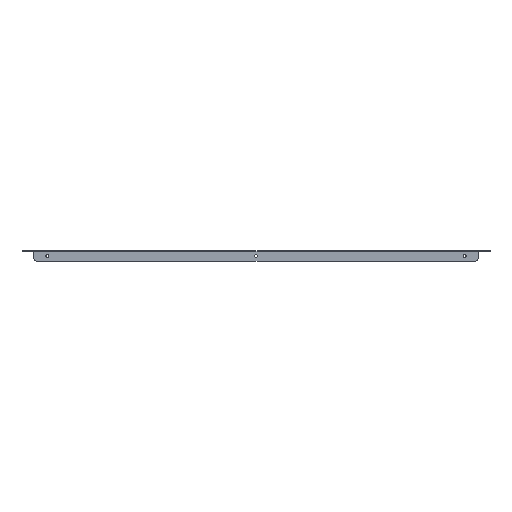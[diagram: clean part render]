
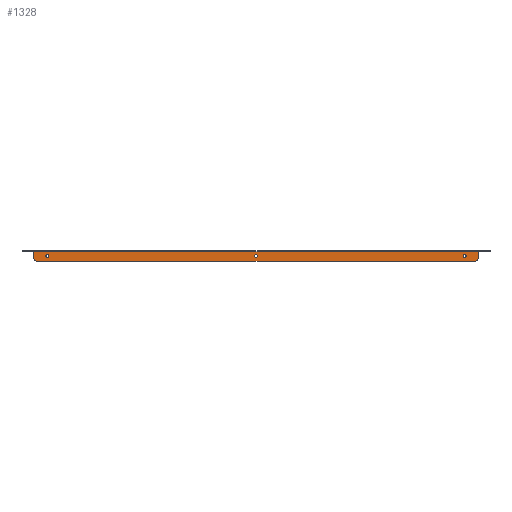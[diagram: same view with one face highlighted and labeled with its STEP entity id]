
A CAD part, front view. The second image highlights one B-rep face of the part: STEP entity #1328.
In plain terms, the highlighted planar face has unit normal (0, -1, 0).
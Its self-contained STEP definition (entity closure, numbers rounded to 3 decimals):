
#9 = DIRECTION ( 'NONE',  ( 0., 0., -1. ) ) ;
#43 = VERTEX_POINT ( 'NONE', #1459 ) ;
#101 = CARTESIAN_POINT ( 'NONE',  ( 321.25, -74.8, -15. ) ) ;
#148 = LINE ( 'NONE', #698, #1656 ) ;
#202 = ORIENTED_EDGE ( 'NONE', *, *, #1805, .T. ) ;
#218 = AXIS2_PLACEMENT_3D ( 'NONE', #640, #921, #752 ) ;
#223 = CARTESIAN_POINT ( 'NONE',  ( -306.25, -74.8, -7.5 ) ) ;
#251 = CARTESIAN_POINT ( 'NONE',  ( 306.25, -74.8, -7.5 ) ) ;
#255 = DIRECTION ( 'NONE',  ( 0., 0., 1. ) ) ;
#306 = VECTOR ( 'NONE', #9, 1000. ) ;
#325 = CIRCLE ( 'NONE', #1736, 5. ) ;
#340 = CARTESIAN_POINT ( 'NONE',  ( 0., -74.8, -5.4 ) ) ;
#380 = LINE ( 'NONE', #1240, #306 ) ;
#384 = DIRECTION ( 'NONE',  ( 1., 0., 0. ) ) ;
#389 = DIRECTION ( 'NONE',  ( 0., 0., 1. ) ) ;
#417 = EDGE_LOOP ( 'NONE', ( #721 ) ) ;
#422 = CARTESIAN_POINT ( 'NONE',  ( 0., -74.8, -7.5 ) ) ;
#427 = EDGE_LOOP ( 'NONE', ( #1788, #202, #1586, #1704, #1140, #1850 ) ) ;
#462 = VERTEX_POINT ( 'NONE', #936 ) ;
#489 = VERTEX_POINT ( 'NONE', #832 ) ;
#506 = CIRCLE ( 'NONE', #218, 5. ) ;
#537 = EDGE_CURVE ( 'NONE', #1659, #1453, #1612, .T. ) ;
#563 = EDGE_CURVE ( 'NONE', #43, #988, #148, .T. ) ;
#622 = DIRECTION ( 'NONE',  ( 0., 0., 1. ) ) ;
#640 = CARTESIAN_POINT ( 'NONE',  ( 321.25, -74.8, -10. ) ) ;
#641 = CARTESIAN_POINT ( 'NONE',  ( 326.25, -74.8, 0. ) ) ;
#649 = PLANE ( 'NONE',  #1779 ) ;
#685 = DIRECTION ( 'NONE',  ( 1., 0., 0. ) ) ;
#686 = DIRECTION ( 'NONE',  ( 0., 1., 0. ) ) ;
#698 = CARTESIAN_POINT ( 'NONE',  ( -328.796, -74.8, -0.919 ) ) ;
#721 = ORIENTED_EDGE ( 'NONE', *, *, #991, .T. ) ;
#752 = DIRECTION ( 'NONE',  ( 0., 0., 1. ) ) ;
#758 = VERTEX_POINT ( 'NONE', #950 ) ;
#761 = ORIENTED_EDGE ( 'NONE', *, *, #1295, .T. ) ;
#832 = CARTESIAN_POINT ( 'NONE',  ( -326.25, -74.8, -10. ) ) ;
#921 = DIRECTION ( 'NONE',  ( 0., -1., 0. ) ) ;
#936 = CARTESIAN_POINT ( 'NONE',  ( 306.25, -74.8, -5.4 ) ) ;
#940 = DIRECTION ( 'NONE',  ( 0., 0., 1. ) ) ;
#950 = CARTESIAN_POINT ( 'NONE',  ( -306.25, -74.8, -5.4 ) ) ;
#963 = VECTOR ( 'NONE', #1367, 1000. ) ;
#972 = VERTEX_POINT ( 'NONE', #1141 ) ;
#988 = VERTEX_POINT ( 'NONE', #1849 ) ;
#991 = EDGE_CURVE ( 'NONE', #462, #462, #1716, .T. ) ;
#1017 = DIRECTION ( 'NONE',  ( 0., 0., 1. ) ) ;
#1039 = DIRECTION ( 'NONE',  ( 0., 1., 0. ) ) ;
#1042 = EDGE_CURVE ( 'NONE', #1453, #972, #506, .T. ) ;
#1087 = EDGE_LOOP ( 'NONE', ( #1388 ) ) ;
#1102 = DIRECTION ( 'NONE',  ( 0., -1., 0. ) ) ;
#1117 = CARTESIAN_POINT ( 'NONE',  ( -321.25, -74.8, -10. ) ) ;
#1133 = FACE_OUTER_BOUND ( 'NONE', #427, .T. ) ;
#1140 = ORIENTED_EDGE ( 'NONE', *, *, #1354, .T. ) ;
#1141 = CARTESIAN_POINT ( 'NONE',  ( 326.25, -74.8, -10. ) ) ;
#1150 = CARTESIAN_POINT ( 'NONE',  ( -321.25, -74.8, -15. ) ) ;
#1152 = VERTEX_POINT ( 'NONE', #340 ) ;
#1183 = FACE_BOUND ( 'NONE', #1087, .T. ) ;
#1240 = CARTESIAN_POINT ( 'NONE',  ( -326.25, -74.8, 0. ) ) ;
#1264 = AXIS2_PLACEMENT_3D ( 'NONE', #422, #1039, #1017 ) ;
#1276 = CARTESIAN_POINT ( 'NONE',  ( 0., -74.8, -15. ) ) ;
#1295 = EDGE_CURVE ( 'NONE', #758, #758, #1526, .T. ) ;
#1328 = ADVANCED_FACE ( 'NONE', ( #1841, #1183, #1401, #1133 ), #649, .F. ) ;
#1354 = EDGE_CURVE ( 'NONE', #972, #988, #1618, .T. ) ;
#1358 = CARTESIAN_POINT ( 'NONE',  ( 0., -74.8, 0. ) ) ;
#1361 = EDGE_LOOP ( 'NONE', ( #761 ) ) ;
#1367 = DIRECTION ( 'NONE',  ( 0., 0., 1. ) ) ;
#1388 = ORIENTED_EDGE ( 'NONE', *, *, #1712, .T. ) ;
#1392 = DIRECTION ( 'NONE',  ( 0., 1., 0. ) ) ;
#1401 = FACE_BOUND ( 'NONE', #417, .T. ) ;
#1453 = VERTEX_POINT ( 'NONE', #101 ) ;
#1459 = CARTESIAN_POINT ( 'NONE',  ( -326.25, -74.8, -0.919 ) ) ;
#1526 = CIRCLE ( 'NONE', #1684, 2.1 ) ;
#1586 = ORIENTED_EDGE ( 'NONE', *, *, #537, .T. ) ;
#1589 = AXIS2_PLACEMENT_3D ( 'NONE', #251, #686, #389 ) ;
#1612 = LINE ( 'NONE', #1276, #1738 ) ;
#1618 = LINE ( 'NONE', #641, #963 ) ;
#1656 = VECTOR ( 'NONE', #685, 1000. ) ;
#1659 = VERTEX_POINT ( 'NONE', #1150 ) ;
#1684 = AXIS2_PLACEMENT_3D ( 'NONE', #223, #1703, #255 ) ;
#1694 = EDGE_CURVE ( 'NONE', #43, #489, #380, .T. ) ;
#1703 = DIRECTION ( 'NONE',  ( 0., 1., 0. ) ) ;
#1704 = ORIENTED_EDGE ( 'NONE', *, *, #1042, .T. ) ;
#1712 = EDGE_CURVE ( 'NONE', #1152, #1152, #1861, .T. ) ;
#1716 = CIRCLE ( 'NONE', #1589, 2.1 ) ;
#1736 = AXIS2_PLACEMENT_3D ( 'NONE', #1117, #1102, #940 ) ;
#1738 = VECTOR ( 'NONE', #384, 1000. ) ;
#1779 = AXIS2_PLACEMENT_3D ( 'NONE', #1358, #1392, #622 ) ;
#1788 = ORIENTED_EDGE ( 'NONE', *, *, #1694, .T. ) ;
#1805 = EDGE_CURVE ( 'NONE', #489, #1659, #325, .T. ) ;
#1841 = FACE_BOUND ( 'NONE', #1361, .T. ) ;
#1849 = CARTESIAN_POINT ( 'NONE',  ( 326.25, -74.8, -0.919 ) ) ;
#1850 = ORIENTED_EDGE ( 'NONE', *, *, #563, .F. ) ;
#1861 = CIRCLE ( 'NONE', #1264, 2.1 ) ;
